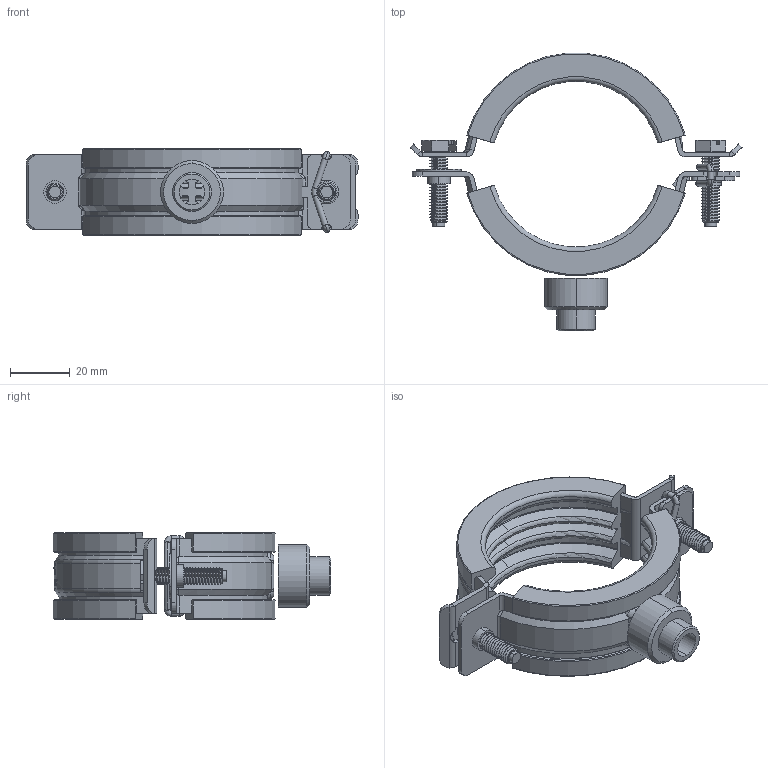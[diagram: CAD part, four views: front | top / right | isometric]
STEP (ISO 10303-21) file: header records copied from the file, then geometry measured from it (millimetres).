
FILE_DESCRIPTION (( 'STEP AP203' ), '1' );
FILE_NAME ('50.507RK.STEP', '2024-03-25T08:00:57', ( '' ), ( '' ), 'SwSTEP 2.0', 'SolidWorks 2023', '' );
FILE_SCHEMA (( 'CONFIG_CONTROL_DESIGN' ));
Length unit declared in the file: millimetre
Products named in the file (1): 50.507RK
Bounding box: 111.06 x 92.85 x 29 mm (x, y, z)
Surface area: 35490.1 mm2 (no closed solid volume)
Topology: 0 solids, 15 shells, 608 faces, 2314 edges, 1655 vertices
Faces by surface type: cylinder 232, plane 186, bspline 72, torus 66, cone 50, sphere 2
Entity records: 34436 total; most frequent: CARTESIAN_POINT 16989, ORIENTED_EDGE 3804, DIRECTION 3087, EDGE_CURVE 2312, VERTEX_POINT 1655, AXIS2_PLACEMENT_3D 1187, B_SPLINE_CURVE_WITH_KNOTS 741, LINE 713
